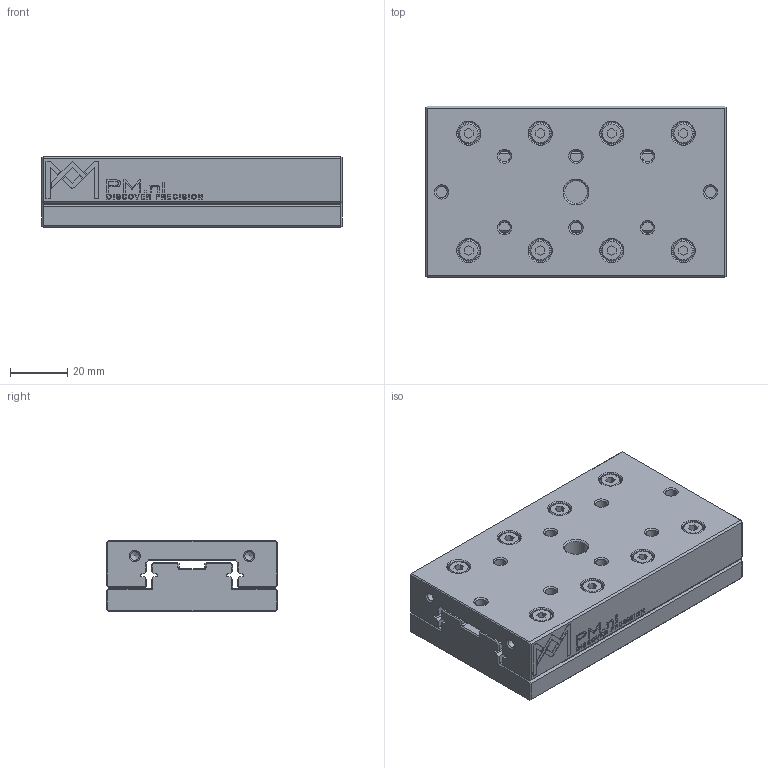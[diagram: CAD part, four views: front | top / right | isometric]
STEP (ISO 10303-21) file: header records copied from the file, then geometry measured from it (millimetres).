
FILE_DESCRIPTION(/* description */ (''),/* implementation_level */ '2;1');
FILE_NAME(/* name */ 'RTA-3100.stp',/* time_stamp */ '2024-09-11T09:35:42+02:00',/* author */ (''),/* organization */ (''),/* preprocessor_version */ 'ST-DEVELOPER v16.7',/* originating_system */ 'SIEMENS PLM Software NX 12.0',/* authorisation */ '');
FILE_SCHEMA (('AUTOMOTIVE_DESIGN { 1 0 10303 214 3 1 1 1 }'));
Length unit declared in the file: millimetre
Products named in the file (1): RTA-3100_stp
Bounding box: 105 x 60 x 25 mm (x, y, z)
Volume: 145224.8 mm3; surface area: 42876.9 mm2
Topology: 2 solids, 2 shells, 1030 faces, 2567 edges, 1667 vertices
Faces by surface type: plane 718, bspline 180, cone 69, cylinder 63
Full cylindrical faces by diameter (mm): 3 x4, 4 x12, 4.3 x4, 7 x8, 7.32 x8, 7.8 x20, 8 x1
Entity records: 34480 total; most frequent: CARTESIAN_POINT 7591, ORIENTED_EDGE 4850, DIRECTION 3958, EDGE_CURVE 2425, LINE 1874, VECTOR 1874, VERTEX_POINT 1651, EDGE_LOOP 1304
